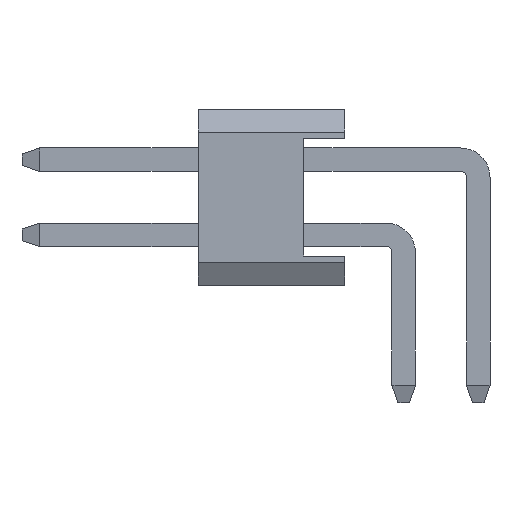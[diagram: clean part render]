
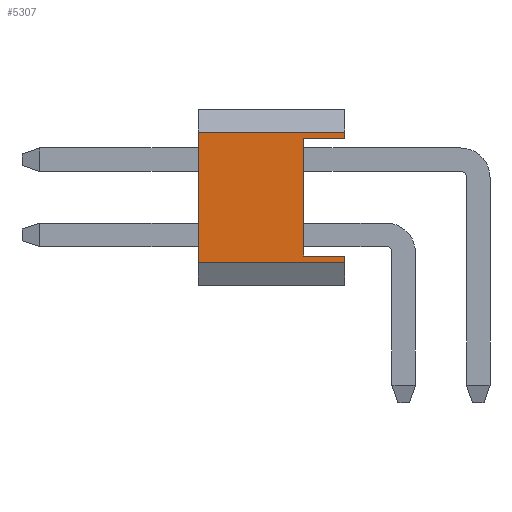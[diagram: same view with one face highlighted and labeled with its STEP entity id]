
A CAD part, left-side view. The second image highlights one B-rep face of the part: STEP entity #5307.
In plain terms, the highlighted planar face has unit normal (-1, 0, 0).
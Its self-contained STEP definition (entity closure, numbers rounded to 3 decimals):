
#5=DIRECTION('',(0.,0.,1.));
#6=VECTOR('',#5,0.11);
#7=CARTESIAN_POINT('',(-4.445,0.,-1.11));
#8=LINE('',#7,#6);
#189=DIRECTION('',(0.,0.,1.));
#190=VECTOR('',#189,0.11);
#191=CARTESIAN_POINT('',(-4.445,0.,1.));
#192=LINE('',#191,#190);
#425=DIRECTION('',(0.,0.,1.));
#426=VECTOR('',#425,2.221);
#427=CARTESIAN_POINT('',(-4.445,2.5,-1.11));
#428=LINE('',#427,#426);
#693=DIRECTION('',(0.,1.,0.));
#694=VECTOR('',#693,2.5);
#695=CARTESIAN_POINT('',(-4.445,0.,-1.11));
#696=LINE('',#695,#694);
#697=DIRECTION('',(0.,1.,0.));
#698=VECTOR('',#697,2.5);
#699=CARTESIAN_POINT('',(-4.445,0.,1.11));
#700=LINE('',#699,#698);
#701=DIRECTION('',(0.,1.,0.));
#702=VECTOR('',#701,0.7);
#703=CARTESIAN_POINT('',(-4.445,0.,1.));
#704=LINE('',#703,#702);
#705=DIRECTION('',(0.,0.,1.));
#706=VECTOR('',#705,2.);
#707=CARTESIAN_POINT('',(-4.445,0.7,-1.));
#708=LINE('',#707,#706);
#709=DIRECTION('',(0.,1.,0.));
#710=VECTOR('',#709,0.7);
#711=CARTESIAN_POINT('',(-4.445,0.,-1.));
#712=LINE('',#711,#710);
#3545=CARTESIAN_POINT('',(-4.445,0.,1.));
#3547=VERTEX_POINT('',#3545);
#3549=CARTESIAN_POINT('',(-4.445,0.,-1.));
#3551=VERTEX_POINT('',#3549);
#3553=CARTESIAN_POINT('',(-4.445,0.7,1.));
#3554=VERTEX_POINT('',#3553);
#3555=CARTESIAN_POINT('',(-4.445,0.7,-1.));
#3556=VERTEX_POINT('',#3555);
#3785=CARTESIAN_POINT('',(-4.445,0.,-1.11));
#3787=VERTEX_POINT('',#3785);
#3790=CARTESIAN_POINT('',(-4.445,0.,1.11));
#3792=VERTEX_POINT('',#3790);
#3793=CARTESIAN_POINT('',(-4.445,2.5,-1.11));
#3795=VERTEX_POINT('',#3793);
#3798=CARTESIAN_POINT('',(-4.445,2.5,1.11));
#3800=VERTEX_POINT('',#3798);
#5289=CARTESIAN_POINT('',(-4.445,0.,-1.5));
#5290=DIRECTION('',(-1.,0.,0.));
#5291=DIRECTION('',(0.,0.,1.));
#5292=AXIS2_PLACEMENT_3D('',#5289,#5290,#5291);
#5293=PLANE('',#5292);
#5294=ORIENTED_EDGE('',*,*,#4755,.T.);
#5295=ORIENTED_EDGE('',*,*,#4960,.T.);
#5297=ORIENTED_EDGE('',*,*,#5296,.F.);
#5298=ORIENTED_EDGE('',*,*,#4740,.F.);
#5300=ORIENTED_EDGE('',*,*,#5299,.T.);
#5302=ORIENTED_EDGE('',*,*,#5301,.F.);
#5303=ORIENTED_EDGE('',*,*,#5281,.F.);
#5304=ORIENTED_EDGE('',*,*,#4640,.F.);
#5305=EDGE_LOOP('',(#5294,#5295,#5297,#5298,#5300,#5302,#5303,#5304));
#5306=FACE_OUTER_BOUND('',#5305,.F.);
#4640=EDGE_CURVE('',#3787,#3551,#8,.T.);
#4740=EDGE_CURVE('',#3547,#3792,#192,.T.);
#4755=EDGE_CURVE('',#3787,#3795,#696,.T.);
#4960=EDGE_CURVE('',#3795,#3800,#428,.T.);
#5281=EDGE_CURVE('',#3551,#3556,#712,.T.);
#5296=EDGE_CURVE('',#3792,#3800,#700,.T.);
#5299=EDGE_CURVE('',#3547,#3554,#704,.T.);
#5301=EDGE_CURVE('',#3556,#3554,#708,.T.);
#5307=ADVANCED_FACE('',(#5306),#5293,.T.);
